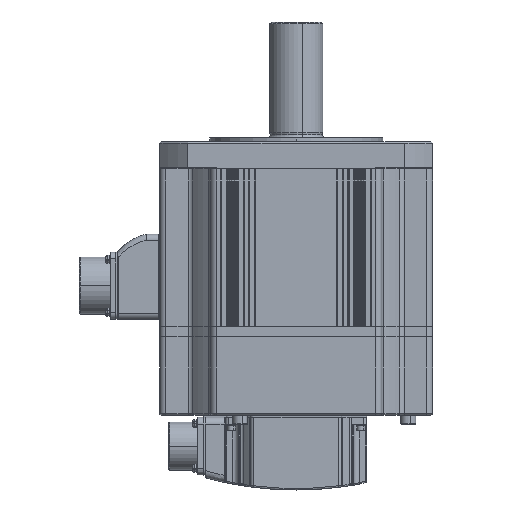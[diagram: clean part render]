
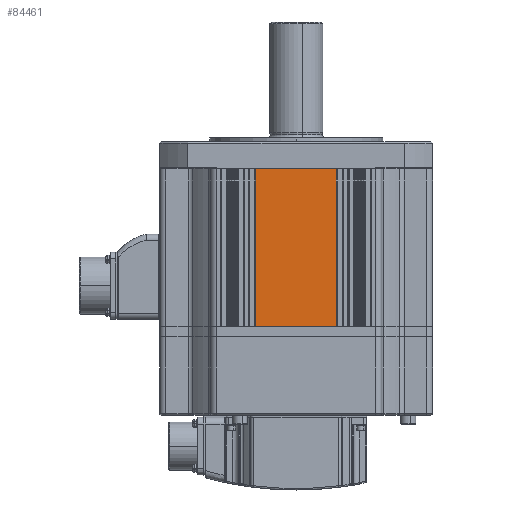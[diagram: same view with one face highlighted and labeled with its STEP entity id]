
A CAD part, left-side view. The second image highlights one B-rep face of the part: STEP entity #84461.
In plain terms, the highlighted planar face has unit normal (-1, 0, 0).
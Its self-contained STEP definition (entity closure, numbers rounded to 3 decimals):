
#19575 = AXIS2_PLACEMENT_3D ( 'NONE', #81366, #81367, #81368 ) ;
#36517 = VERTEX_POINT ( 'NONE', #56013 ) ;
#36533 = VERTEX_POINT ( 'NONE', #55979 ) ;
#49243 = ORIENTED_EDGE ( 'NONE', *, *, #114964, .F. ) ;
#49244 = ORIENTED_EDGE ( 'NONE', *, *, #114908, .T. ) ;
#49259 = ORIENTED_EDGE ( 'NONE', *, *, #114861, .T. ) ;
#49261 = ORIENTED_EDGE ( 'NONE', *, *, #114085, .F. ) ;
#53166 = EDGE_LOOP ( 'NONE', ( #49259, #49243, #49261, #49244 ) ) ;
#55979 = CARTESIAN_POINT ( 'NONE',  ( -90., -26.5, -104. ) ) ;
#56013 = CARTESIAN_POINT ( 'NONE',  ( -90., 26.5, -104. ) ) ;
#76277 = VERTEX_POINT ( 'NONE', #121915 ) ;
#76302 = VERTEX_POINT ( 'NONE', #121856 ) ;
#81350 = FACE_OUTER_BOUND ( 'NONE', #53166, .T. ) ;
#81361 = PLANE ( 'NONE',  #19575 ) ;
#81366 = CARTESIAN_POINT ( 'NONE',  ( -90., -26.5, 0. ) ) ;
#81367 = DIRECTION ( 'NONE',  ( 1., 0., 0. ) ) ;
#81368 = DIRECTION ( 'NONE',  ( 0., 1., 0. ) ) ;
#84461 = ADVANCED_FACE ( 'NONE', ( #81350 ), #81361, .F. ) ;
#103452 = VECTOR ( 'NONE', #112337, 1000. ) ;
#103805 = VECTOR ( 'NONE', #105028, 1000. ) ;
#103821 = VECTOR ( 'NONE', #103936, 1000. ) ;
#103873 = VECTOR ( 'NONE', #103956, 1000. ) ;
#103914 = LINE ( 'NONE', #103929, #103821 ) ;
#103929 = CARTESIAN_POINT ( 'NONE',  ( -90., 26.5, 0. ) ) ;
#103936 = DIRECTION ( 'NONE',  ( 0., 0., -1. ) ) ;
#103952 = LINE ( 'NONE', #103953, #103873 ) ;
#103953 = CARTESIAN_POINT ( 'NONE',  ( -90., -26.5, 0. ) ) ;
#103956 = DIRECTION ( 'NONE',  ( 0., 0., -1. ) ) ;
#105028 = DIRECTION ( 'NONE',  ( 0., -1., 0. ) ) ;
#105044 = LINE ( 'NONE', #105091, #103805 ) ;
#105091 = CARTESIAN_POINT ( 'NONE',  ( -90., -26.5, -104. ) ) ;
#112259 = LINE ( 'NONE', #112314, #103452 ) ;
#112314 = CARTESIAN_POINT ( 'NONE',  ( -90., 0., 0. ) ) ;
#112337 = DIRECTION ( 'NONE',  ( 0., -1., 0. ) ) ;
#114085 = EDGE_CURVE ( 'NONE', #76302, #76277, #112259, .T. ) ;
#114861 = EDGE_CURVE ( 'NONE', #36517, #36533, #105044, .T. ) ;
#114908 = EDGE_CURVE ( 'NONE', #76302, #36517, #103914, .T. ) ;
#114964 = EDGE_CURVE ( 'NONE', #76277, #36533, #103952, .T. ) ;
#121856 = CARTESIAN_POINT ( 'NONE',  ( -90., 26.5, 0. ) ) ;
#121915 = CARTESIAN_POINT ( 'NONE',  ( -90., -26.5, 0. ) ) ;
